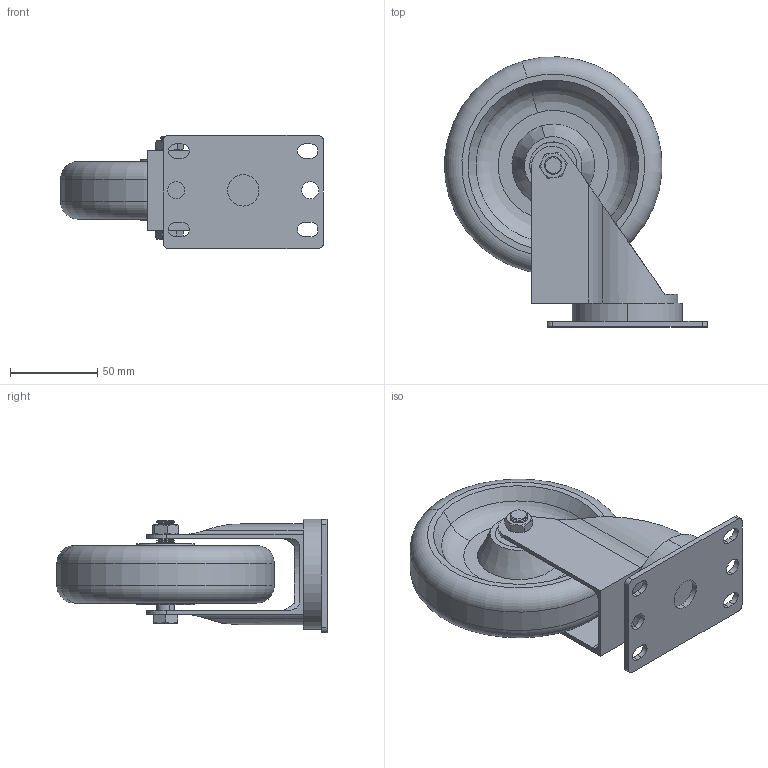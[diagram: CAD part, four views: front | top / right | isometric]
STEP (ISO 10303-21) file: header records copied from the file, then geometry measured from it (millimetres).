
FILE_DESCRIPTION (( 'STEP AP214' ), '1' );
FILE_NAME ('B359 Êîëåñî Ô125 ìì ñ ïëàòôîðìîé áåç òîðìîçà.STEP', '2025-06-09T08:54:23', ( '' ), ( '' ), 'SwSTEP 2.0', 'SolidWorks 2025', '' );
FILE_SCHEMA (( 'AUTOMOTIVE_DESIGN' ));
Length unit declared in the file: millimetre
Products named in the file (8): B359 Гайка_00; B359 Болт_с резьбой; B359 ось_00; B359 пластина_00; B359 Колесо Ф125 мм с платформой без тормоза; B359 внутрь колеса_00; B359 колесо_01; 359 стойка_00
Assembly tree (7 placements, depth 2):
  B359 Колесо Ф125 мм с платформой без тормоза
    B359 пластина_00
    B359 ось_00
    359 стойка_00
    B359 колесо_01
    B359 внутрь колеса_00
    B359 Болт_с резьбой
    B359 Гайка_00
Bounding box: 150.88 x 155.14 x 65 mm (x, y, z)
Volume: 317232.8 mm3; surface area: 98157.8 mm2
Topology: 7 solids, 7 shells, 346 faces, 764 edges, 441 vertices
Faces by surface type: cone 152, cylinder 118, plane 58, torus 14, bspline 4
Entity records: 9966 total; most frequent: CARTESIAN_POINT 1941, DIRECTION 1779, ORIENTED_EDGE 1528, EDGE_CURVE 764, AXIS2_PLACEMENT_3D 717, VERTEX_POINT 441, EDGE_LOOP 381, CIRCLE 365
